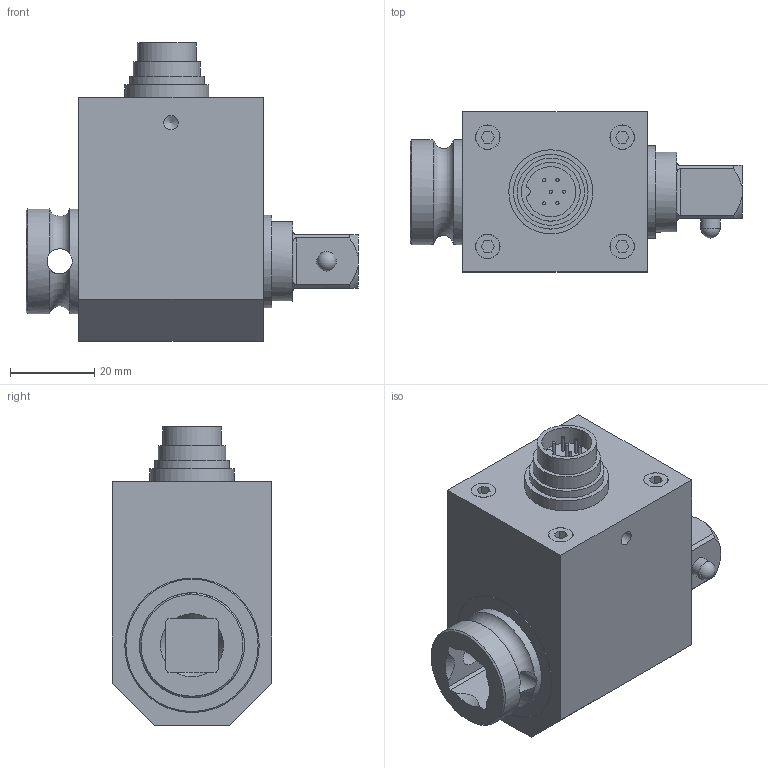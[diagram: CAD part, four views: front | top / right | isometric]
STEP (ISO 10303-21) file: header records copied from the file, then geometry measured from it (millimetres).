
FILE_DESCRIPTION((''),'2;1');
FILE_NAME('TRD300 160 N-m.stp','2010-12-13T13:47:06',('thomasl'),(''),'Autodesk Inventor 2008','Autodesk Inventor 2008','');
FILE_SCHEMA(('AUTOMOTIVE_DESIGN { 1 0 10303 214 1 1 1 1 }'));
Length unit declared in the file: inch
Products named in the file (2): TRD300 160 N-m; PART1
Assembly tree (1 placements, depth 2):
  TRD300 160 N-m
    PART1
Bounding box: 79 x 38 x 71 mm (x, y, z)
Volume: 98392.4 mm3; surface area: 19556.5 mm2
Topology: 1 solids, 10 shells, 176 faces, 395 edges, 261 vertices
Faces by surface type: plane 91, cylinder 61, cone 21, torus 2, sphere 1
Full cylindrical faces by diameter (mm): 0.762 x6, 2.896 x4, 3.422 x3, 3.505 x4, 3.556 x4, 4.6 x2, 5.74 x4, 5.842 x4, 6 x2, 14 x1, 16 x1, 17.75 x1, 19 x1, 19.05 x1, 20 x1, 22 x1, 25 x2, 32 x1
Entity records: 4696 total; most frequent: CARTESIAN_POINT 989, DIRECTION 772, ORIENTED_EDGE 642, EDGE_CURVE 321, AXIS2_PLACEMENT_3D 312, EDGE_LOOP 268, VERTEX_POINT 245, FACE_OUTER_BOUND 176
